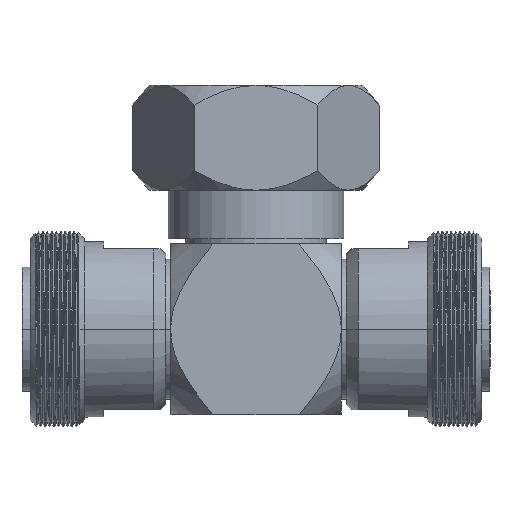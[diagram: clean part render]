
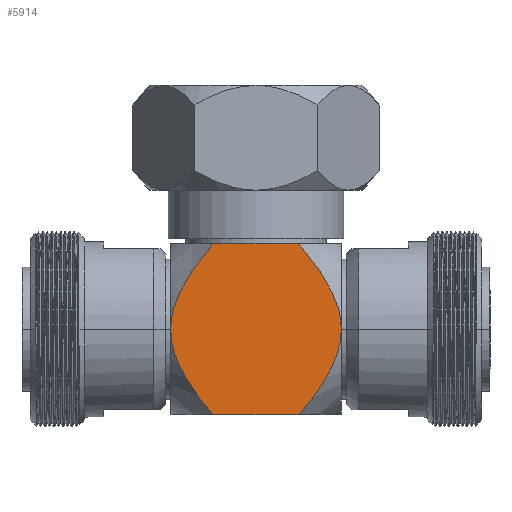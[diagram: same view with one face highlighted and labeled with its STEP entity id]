
A CAD part, front view. The second image highlights one B-rep face of the part: STEP entity #5914.
In plain terms, the highlighted planar face has unit normal (0, -1, 0).
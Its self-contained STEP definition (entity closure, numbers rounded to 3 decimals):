
#136 = EDGE_CURVE ( 'NONE', #12676, #9874, #13174, .T. ) ;
#140 = FACE_OUTER_BOUND ( 'NONE', #7739, .T. ) ;
#369 = LINE ( 'NONE', #11700, #14707 ) ;
#473 = CARTESIAN_POINT ( 'NONE',  ( -12.302, -12.7, 2.983 ) ) ;
#578 = CARTESIAN_POINT ( 'NONE',  ( -7.203, -12.7, 11.784 ) ) ;
#585 = AXIS2_PLACEMENT_3D ( 'NONE', #8985, #2101, #767 ) ;
#586 = VERTEX_POINT ( 'NONE', #12737 ) ;
#635 = CARTESIAN_POINT ( 'NONE',  ( -12.636, -12.7, 1.211 ) ) ;
#680 = CARTESIAN_POINT ( 'NONE',  ( 11.21, -12.7, -5.794 ) ) ;
#767 = DIRECTION ( 'NONE',  ( 0., 0., 1. ) ) ;
#1082 = CARTESIAN_POINT ( 'NONE',  ( -7.203, -12.7, -11.783 ) ) ;
#1515 = EDGE_CURVE ( 'NONE', #12676, #586, #11035, .T. ) ;
#1694 = CARTESIAN_POINT ( 'NONE',  ( -12.024, -12.7, 3.847 ) ) ;
#1906 = CARTESIAN_POINT ( 'NONE',  ( 10.341, -12.7, 7.375 ) ) ;
#2065 = CARTESIAN_POINT ( 'NONE',  ( -12.7, -12.7, -1.215 ) ) ;
#2101 = DIRECTION ( 'NONE',  ( 0., 1., 0. ) ) ;
#2205 = B_SPLINE_CURVE_WITH_KNOTS ( 'NONE', 3,
 ( #10234, #11426, #6668, #15062, #9070, #10285, #3080, #5533, #13938, #680, #10331, #3127, #11538, #12752, #6765, #9172 ),
 .UNSPECIFIED., .F., .F.,
 ( 4, 2, 2, 2, 2, 2, 2, 4 ),
 ( 0.083, 0.084, 0.085, 0.087, 0.088, 0.09, 0.094, 0.097 ),
 .UNSPECIFIED. ) ;
#2217 = CARTESIAN_POINT ( 'NONE',  ( 9.014, -12.7, 9.396 ) ) ;
#3023 = CARTESIAN_POINT ( 'NONE',  ( -11.209, -12.7, 5.797 ) ) ;
#3058 = ORIENTED_EDGE ( 'NONE', *, *, #5434, .F. ) ;
#3080 = CARTESIAN_POINT ( 'NONE',  ( 12.302, -12.7, -2.984 ) ) ;
#3127 = CARTESIAN_POINT ( 'NONE',  ( 10.046, -12.7, -7.897 ) ) ;
#3432 = CARTESIAN_POINT ( 'NONE',  ( 12.7, -12.7, 0.602 ) ) ;
#3483 = CARTESIAN_POINT ( 'NONE',  ( 9.359, -12.7, 8.902 ) ) ;
#3486 = CARTESIAN_POINT ( 'NONE',  ( -10.029, -12.7, -7.883 ) ) ;
#3667 = EDGE_CURVE ( 'NONE', #11731, #8671, #369, .T. ) ;
#3754 = DIRECTION ( 'NONE',  ( 1., 0., 0. ) ) ;
#4081 = CARTESIAN_POINT ( 'NONE',  ( -6.431, -12.7, 12.7 ) ) ;
#4206 = ORIENTED_EDGE ( 'NONE', *, *, #12364, .T. ) ;
#4244 = CARTESIAN_POINT ( 'NONE',  ( -12.448, -12.7, 2.399 ) ) ;
#5314 = CARTESIAN_POINT ( 'NONE',  ( -10.047, -12.7, 7.896 ) ) ;
#5327 = ORIENTED_EDGE ( 'NONE', *, *, #1515, .T. ) ;
#5434 = EDGE_CURVE ( 'NONE', #9874, #14598, #9954, .T. ) ;
#5458 = CARTESIAN_POINT ( 'NONE',  ( 6.431, -12.7, 12.7 ) ) ;
#5472 = CARTESIAN_POINT ( 'NONE',  ( -10.933, -12.7, 6.33 ) ) ;
#5521 = B_SPLINE_CURVE_WITH_KNOTS ( 'NONE', 3,
 ( #5636, #2065, #14403, #13216, #15366, #5891, #3486, #7120, #13012, #11933, #1082, #9567 ),
 .UNSPECIFIED., .F., .F.,
 ( 4, 2, 2, 2, 2, 4 ),
 ( 0.041, 0.045, 0.049, 0.05, 0.052, 0.056 ),
 .UNSPECIFIED. ) ;
#5533 = CARTESIAN_POINT ( 'NONE',  ( 11.934, -12.7, -4.128 ) ) ;
#5636 = CARTESIAN_POINT ( 'NONE',  ( -12.7, -12.7, 0. ) ) ;
#5745 = ORIENTED_EDGE ( 'NONE', *, *, #136, .F. ) ;
#5835 = CARTESIAN_POINT ( 'NONE',  ( 12.209, -12.7, 3.271 ) ) ;
#5884 = CARTESIAN_POINT ( 'NONE',  ( 12.439, -12.7, 2.387 ) ) ;
#5891 = CARTESIAN_POINT ( 'NONE',  ( -10.344, -12.7, -7.37 ) ) ;
#5914 = ADVANCED_FACE ( 'NONE', ( #140 ), #11348, .F. ) ;
#6079 = CARTESIAN_POINT ( 'NONE',  ( -6.431, -12.7, -12.7 ) ) ;
#6668 = CARTESIAN_POINT ( 'NONE',  ( 12.687, -12.7, -0.601 ) ) ;
#6765 = CARTESIAN_POINT ( 'NONE',  ( 7.206, -12.7, -11.78 ) ) ;
#7020 = CARTESIAN_POINT ( 'NONE',  ( 12.5, -12.7, 2.091 ) ) ;
#7120 = CARTESIAN_POINT ( 'NONE',  ( -9.366, -12.7, -8.891 ) ) ;
#7702 = CARTESIAN_POINT ( 'NONE',  ( -11.922, -12.7, 4.134 ) ) ;
#7739 = EDGE_LOOP ( 'NONE', ( #5745, #5327, #4206, #10066, #10769, #3058 ) ) ;
#7800 = CARTESIAN_POINT ( 'NONE',  ( 6.431, -12.7, -12.7 ) ) ;
#7904 = CARTESIAN_POINT ( 'NONE',  ( 7.202, -12.7, 11.785 ) ) ;
#8216 = CARTESIAN_POINT ( 'NONE',  ( 12.649, -12.7, 1.2 ) ) ;
#8671 = VERTEX_POINT ( 'NONE', #7800 ) ;
#8909 = CARTESIAN_POINT ( 'NONE',  ( -12.7, -12.7, 0. ) ) ;
#8985 = CARTESIAN_POINT ( 'NONE',  ( -12.7, -12.7, 12.7 ) ) ;
#9015 = CARTESIAN_POINT ( 'NONE',  ( -7.953, -12.7, 10.846 ) ) ;
#9070 = CARTESIAN_POINT ( 'NONE',  ( 12.598, -12.7, -1.508 ) ) ;
#9072 = CARTESIAN_POINT ( 'NONE',  ( -12.687, -12.7, 0.609 ) ) ;
#9116 = CARTESIAN_POINT ( 'NONE',  ( 10.022, -12.7, 7.893 ) ) ;
#9172 = CARTESIAN_POINT ( 'NONE',  ( 6.431, -12.7, -12.7 ) ) ;
#9467 = CARTESIAN_POINT ( 'NONE',  ( 7.949, -12.7, 10.85 ) ) ;
#9567 = CARTESIAN_POINT ( 'NONE',  ( -6.431, -12.7, -12.7 ) ) ;
#9728 = CARTESIAN_POINT ( 'NONE',  ( -12.7, -12.7, 12.7 ) ) ;
#9874 = VERTEX_POINT ( 'NONE', #12814 ) ;
#9954 = B_SPLINE_CURVE_WITH_KNOTS ( 'NONE', 3,
 ( #5458, #7904, #9467, #2217, #3483, #9116, #1906, #10636, #11877, #5835, #10319, #5884, #7020, #8216, #3432, #14287 ),
 .UNSPECIFIED., .F., .F.,
 ( 4, 2, 2, 2, 2, 2, 2, 4 ),
 ( 0.069, 0.072, 0.074, 0.076, 0.079, 0.08, 0.081, 0.083 ),
 .UNSPECIFIED. ) ;
#10066 = ORIENTED_EDGE ( 'NONE', *, *, #3667, .T. ) ;
#10234 = CARTESIAN_POINT ( 'NONE',  ( 12.7, -12.7, 0. ) ) ;
#10285 = CARTESIAN_POINT ( 'NONE',  ( 12.448, -12.7, -2.401 ) ) ;
#10319 = CARTESIAN_POINT ( 'NONE',  ( 12.293, -12.7, 2.978 ) ) ;
#10331 = CARTESIAN_POINT ( 'NONE',  ( 10.934, -12.7, -6.329 ) ) ;
#10636 = CARTESIAN_POINT ( 'NONE',  ( 11.233, -12.7, 5.8 ) ) ;
#10769 = ORIENTED_EDGE ( 'NONE', *, *, #13309, .F. ) ;
#11035 = B_SPLINE_CURVE_WITH_KNOTS ( 'NONE', 3,
 ( #4081, #578, #9015, #12482, #5314, #5472, #3023, #11428, #14914, #7702, #1694, #473, #4244, #15063, #635, #9072, #12427, #8909 ),
 .UNSPECIFIED., .F., .F.,
 ( 4, 2, 2, 2, 2, 2, 2, 2, 4 ),
 ( 0.027, 0.031, 0.034, 0.036, 0.037, 0.038, 0.04, 0.041, 0.041 ),
 .UNSPECIFIED. ) ;
#11077 = VECTOR ( 'NONE', #3754, 1000. ) ;
#11348 = PLANE ( 'NONE',  #585 ) ;
#11412 = CARTESIAN_POINT ( 'NONE',  ( -6.431, -12.7, 12.7 ) ) ;
#11426 = CARTESIAN_POINT ( 'NONE',  ( 12.7, -12.7, -0.3 ) ) ;
#11428 = CARTESIAN_POINT ( 'NONE',  ( -11.583, -12.7, 4.975 ) ) ;
#11538 = CARTESIAN_POINT ( 'NONE',  ( 9.38, -12.7, -8.895 ) ) ;
#11700 = CARTESIAN_POINT ( 'NONE',  ( -12.7, -12.7, -12.7 ) ) ;
#11731 = VERTEX_POINT ( 'NONE', #6079 ) ;
#11877 = CARTESIAN_POINT ( 'NONE',  ( 11.746, -12.7, 4.713 ) ) ;
#11933 = CARTESIAN_POINT ( 'NONE',  ( -7.953, -12.7, -10.846 ) ) ;
#12364 = EDGE_CURVE ( 'NONE', #586, #11731, #5521, .T. ) ;
#12427 = CARTESIAN_POINT ( 'NONE',  ( -12.7, -12.7, 0.304 ) ) ;
#12482 = CARTESIAN_POINT ( 'NONE',  ( -9.378, -12.7, 8.897 ) ) ;
#12676 = VERTEX_POINT ( 'NONE', #11412 ) ;
#12737 = CARTESIAN_POINT ( 'NONE',  ( -12.7, -12.7, 0. ) ) ;
#12752 = CARTESIAN_POINT ( 'NONE',  ( 7.96, -12.7, -10.836 ) ) ;
#12814 = CARTESIAN_POINT ( 'NONE',  ( 6.431, -12.7, 12.7 ) ) ;
#12964 = DIRECTION ( 'NONE',  ( 1., 0., 0. ) ) ;
#13012 = CARTESIAN_POINT ( 'NONE',  ( -9.02, -12.7, -9.387 ) ) ;
#13174 = LINE ( 'NONE', #9728, #11077 ) ;
#13216 = CARTESIAN_POINT ( 'NONE',  ( -11.745, -12.7, -4.717 ) ) ;
#13301 = CARTESIAN_POINT ( 'NONE',  ( 12.7, -12.7, 0. ) ) ;
#13309 = EDGE_CURVE ( 'NONE', #14598, #8671, #2205, .T. ) ;
#13938 = CARTESIAN_POINT ( 'NONE',  ( 11.712, -12.7, -4.691 ) ) ;
#14287 = CARTESIAN_POINT ( 'NONE',  ( 12.7, -12.7, 0. ) ) ;
#14403 = CARTESIAN_POINT ( 'NONE',  ( -12.49, -12.7, -2.399 ) ) ;
#14598 = VERTEX_POINT ( 'NONE', #13301 ) ;
#14707 = VECTOR ( 'NONE', #12964, 1000. ) ;
#14914 = CARTESIAN_POINT ( 'NONE',  ( -11.701, -12.7, 4.698 ) ) ;
#15062 = CARTESIAN_POINT ( 'NONE',  ( 12.636, -12.7, -1.205 ) ) ;
#15063 = CARTESIAN_POINT ( 'NONE',  ( -12.597, -12.7, 1.51 ) ) ;
#15366 = CARTESIAN_POINT ( 'NONE',  ( -11.231, -12.7, -5.802 ) ) ;
